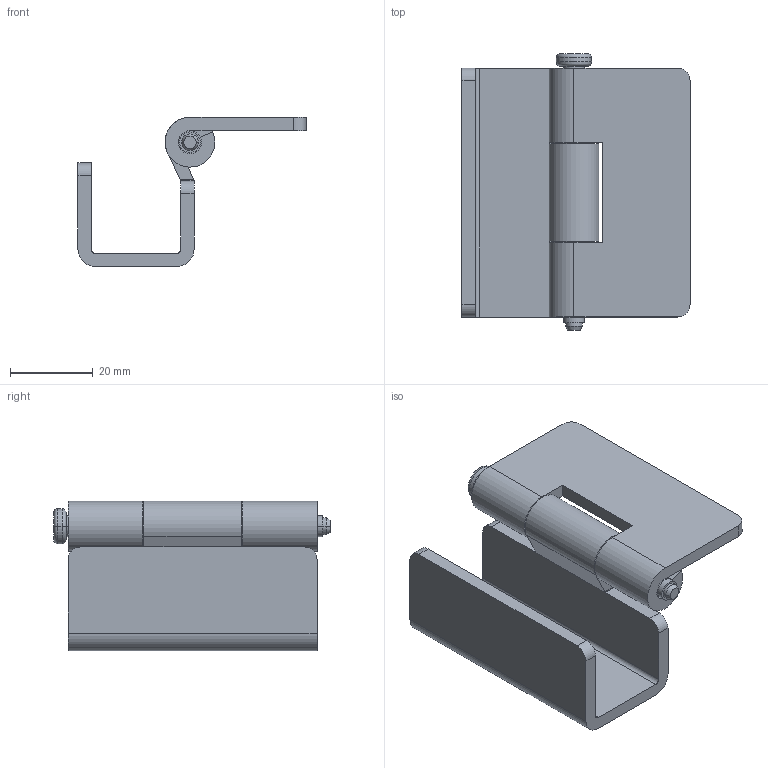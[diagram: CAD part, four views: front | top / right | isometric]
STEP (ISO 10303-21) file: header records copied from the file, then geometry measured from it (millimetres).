
FILE_DESCRIPTION(/* description */ (''),/* implementation_level */ '2;1');
FILE_NAME(/* name */ 'JL004',/* time_stamp */ '2024-08-30T14:23:11+08:00',/* author */ (''),/* organization */ (''),/* preprocessor_version */ 'ST-DEVELOPER v19.2',/* originating_system */ 'Rhino 8.5',/* authorisation */ '');
FILE_SCHEMA (('CONFIG_CONTROL_DESIGN'));
Length unit declared in the file: millimetre
Products named in the file (1): Document
Bounding box: 55 x 66.7 x 36 mm (x, y, z)
Volume: 24167.4 mm3; surface area: 17584.2 mm2
Topology: 9 solids, 9 shells, 76 faces, 166 edges, 108 vertices
Faces by surface type: plane 42, cylinder 28, bspline 6
Entity records: 2253 total; most frequent: CARTESIAN_POINT 683, ORIENTED_EDGE 332, DIRECTION 209, EDGE_CURVE 166, AXIS2_PLACEMENT_3D 139, VERTEX_POINT 108, B_SPLINE_CURVE_WITH_KNOTS 81, ADVANCED_FACE 76
